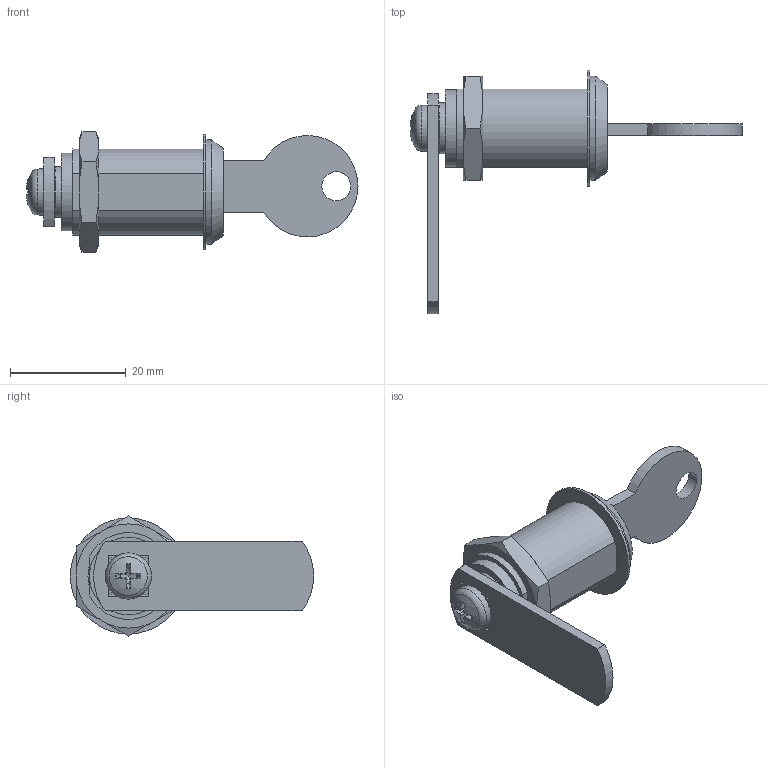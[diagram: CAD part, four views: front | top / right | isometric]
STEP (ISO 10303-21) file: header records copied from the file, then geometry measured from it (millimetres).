
FILE_DESCRIPTION((''),'2;1');
FILE_NAME('620001.iam.stp','2010-09-05T10:33:58',(''),(''),'Autodesk Inventor 2010','Autodesk Inventor 2010','');
FILE_SCHEMA(('AUTOMOTIVE_DESIGN { 1 0 10303 214 1 1 1 1 }'));
Length unit declared in the file: millimetre
Products named in the file (8): 620001; 620001-3; 620001-1; 620001-2; 620001-4; M15x1-nízká-mosaz; Klíč; ISO 7045 H M4 x 8 - 4.8 - H
Assembly tree (7 placements, depth 2):
  620001
    620001-3
    620001-1
    620001-2
    620001-4
    M15x1-nízká-mosaz
    Klíč
    ISO 7045 H M4 x 8 - 4.8 - H
Bounding box: 57.32 x 42 x 20.78 mm (x, y, z)
Volume: 6802.5 mm3; surface area: 6972.1 mm2
Topology: 7 solids, 7 shells, 125 faces, 300 edges, 194 vertices
Faces by surface type: plane 73, cone 25, cylinder 16, bspline 5, torus 5, sphere 1
Full cylindrical faces by diameter (mm): 3.621 x1, 4 x1, 5 x1, 8.5 x1, 8.8 x1, 12.8 x1, 13 x1, 13.4 x1, 15 x1, 18 x1, 20 x1
Entity records: 3865 total; most frequent: CARTESIAN_POINT 900, DIRECTION 583, ORIENTED_EDGE 542, EDGE_CURVE 271, AXIS2_PLACEMENT_3D 225, VERTEX_POINT 186, EDGE_LOOP 161, VECTOR 133
